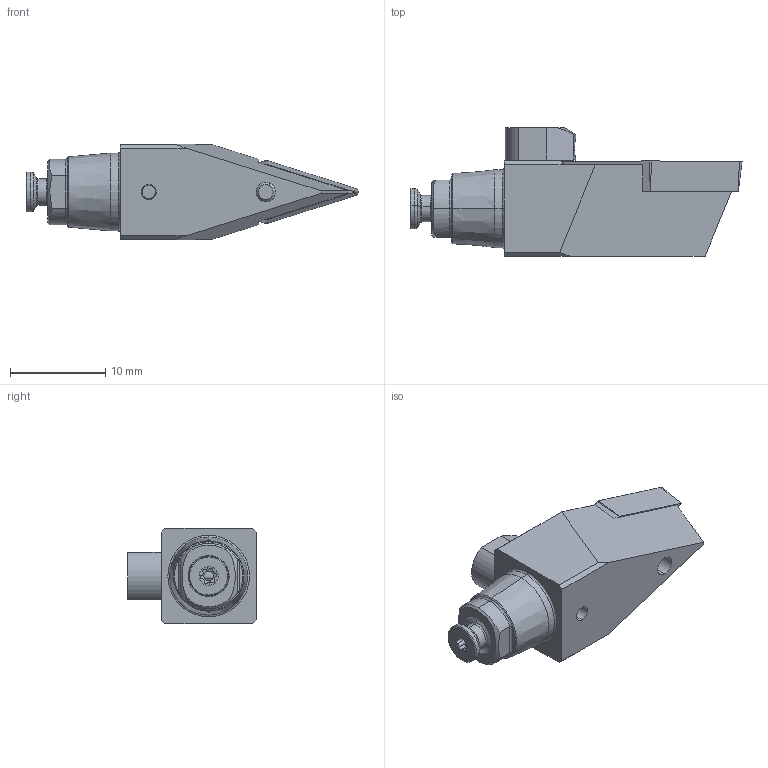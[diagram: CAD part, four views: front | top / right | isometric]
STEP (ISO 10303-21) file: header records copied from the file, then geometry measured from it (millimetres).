
FILE_DESCRIPTION (( 'STEP AP203' ), '1' );
FILE_NAME ('LW2.SVVCN.0025.11.STEP', '2024-08-26T13:47:22', ( '' ), ( '' ), 'SwSTEP 2.0', 'SolidWorks 2022', '' );
FILE_SCHEMA (( 'CONFIG_CONTROL_DESIGN' ));
Length unit declared in the file: millimetre
Products named in the file (7): WCA-ER2.001.006_B; LW2-KVA.NVA.025_A; VCMT110304; LWX-ER1.007.004_A; ISO 14581 - M2x10; LW2.SVVCN.0025.11; LW2-U00.ER1.000_A
Assembly tree (6 placements, depth 2):
  LW2.SVVCN.0025.11
    LW2-KVA.NVA.025_A
    LW2-U00.ER1.000_A
    ISO 14581 - M2x10
    WCA-ER2.001.006_B
    VCMT110304
    LWX-ER1.007.004_A
Bounding box: 34.88 x 13.5 x 10 mm (x, y, z)
Volume: 1886.2 mm3; surface area: 1956.9 mm2
Topology: 6 solids, 6 shells, 264 faces, 650 edges, 397 vertices
Faces by surface type: cylinder 98, plane 65, cone 62, torus 25, bspline 12, sphere 2
Entity records: 9027 total; most frequent: CARTESIAN_POINT 2163, DIRECTION 1304, ORIENTED_EDGE 1288, EDGE_CURVE 644, AXIS2_PLACEMENT_3D 524, VERTEX_POINT 397, EDGE_LOOP 283, FACE_OUTER_BOUND 264
